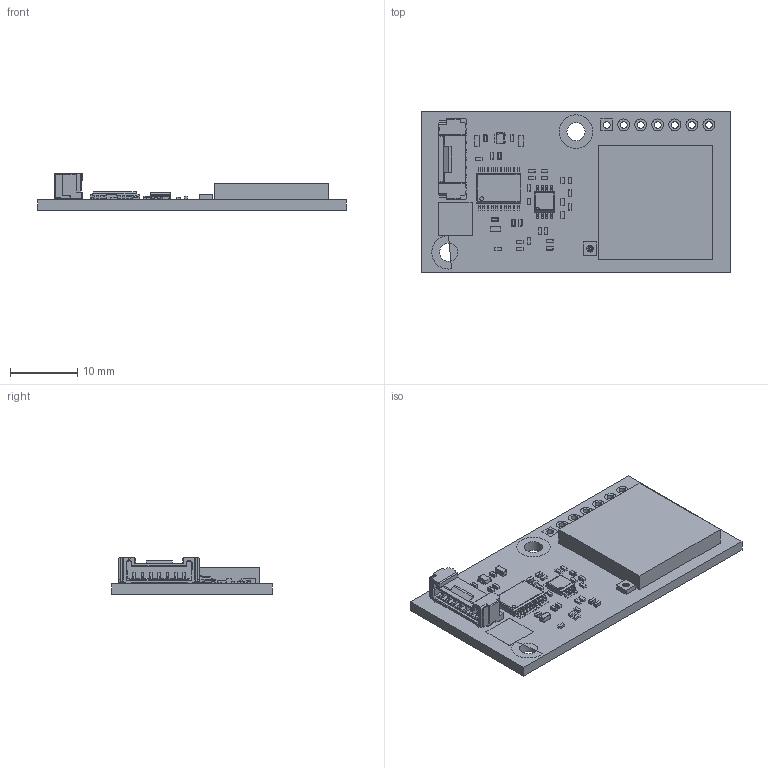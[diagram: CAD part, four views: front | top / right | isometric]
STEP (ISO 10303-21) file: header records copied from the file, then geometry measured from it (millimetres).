
FILE_DESCRIPTION (( 'STEP AP214' ), '1' );
FILE_NAME ('147877_general_3D_200930.STEP', '2020-09-30T06:20:17', ( '' ), ( '' ), 'SwSTEP 2.0', 'SolidWorks 2019', '' );
FILE_SCHEMA (( 'AUTOMOTIVE_DESIGN' ));
Length unit declared in the file: millimetre
Products named in the file (3): 147875_ohne_Dichtfl„chen; Freihaltebereich^147877; 147877_general_3D_200930
Assembly tree (2 placements, depth 2):
  147877_general_3D_200930
    147875_ohne_Dichtfl„chen
    Freihaltebereich^147877
Bounding box: 46 x 24 x 5.5 mm (x, y, z)
Volume: 2604.2 mm3; surface area: 3882 mm2
Topology: 2 solids, 2 shells, 1790 faces, 4458 edges, 2538 vertices
Faces by surface type: plane 1134, cylinder 464, sphere 164, bspline 18, torus 6, cone 4
Entity records: 72154 total; most frequent: CARTESIAN_POINT 10899, ORIENTED_EDGE 8620, DIRECTION 8517, EDGE_CURVE 4310, LINE 3127, VECTOR 3127, AXIS2_PLACEMENT_3D 2695, VERTEX_POINT 2532
